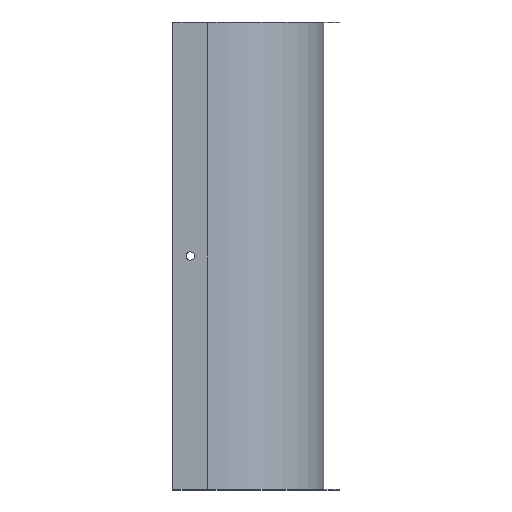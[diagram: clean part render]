
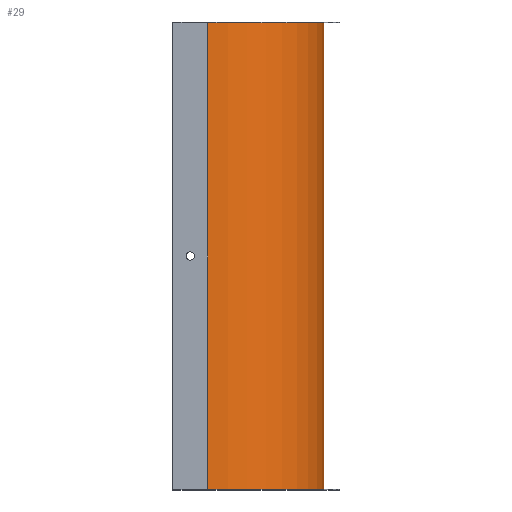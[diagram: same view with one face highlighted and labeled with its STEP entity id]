
A CAD part, front view. The second image highlights one B-rep face of the part: STEP entity #29.
In plain terms, the highlighted cylindrical face has radius 99.8 mm (diameter 199.6 mm), a partial arc.
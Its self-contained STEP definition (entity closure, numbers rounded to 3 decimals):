
#29 = ADVANCED_FACE ( 'NONE', ( #260 ), #256, .T. ) ;
#83 = AXIS2_PLACEMENT_3D ( 'NONE', #591, #590, #588 ) ;
#84 = AXIS2_PLACEMENT_3D ( 'NONE', #595, #594, #593 ) ;
#99 = AXIS2_PLACEMENT_3D ( 'NONE', #656, #657, #660 ) ;
#106 = EDGE_CURVE ( 'NONE', #424, #431, #213, .T. ) ;
#122 = EDGE_CURVE ( 'NONE', #424, #404, #182, .T. ) ;
#123 = EDGE_CURVE ( 'NONE', #431, #430, #183, .T. ) ;
#124 = EDGE_CURVE ( 'NONE', #404, #430, #184, .T. ) ;
#181 = VECTOR ( 'NONE', #596, 1000. ) ;
#182 = CIRCLE ( 'NONE', #84, 99.8 ) ;
#183 = CIRCLE ( 'NONE', #83, 99.8 ) ;
#184 = LINE ( 'NONE', #602, #181 ) ;
#210 = VECTOR ( 'NONE', #544, 1000. ) ;
#213 = LINE ( 'NONE', #552, #210 ) ;
#256 = CYLINDRICAL_SURFACE ( 'NONE', #99, 99.8 ) ;
#260 = FACE_OUTER_BOUND ( 'NONE', #437, .T. ) ;
#304 = ORIENTED_EDGE ( 'NONE', *, *, #122, .F. ) ;
#305 = ORIENTED_EDGE ( 'NONE', *, *, #106, .T. ) ;
#309 = ORIENTED_EDGE ( 'NONE', *, *, #123, .T. ) ;
#310 = ORIENTED_EDGE ( 'NONE', *, *, #124, .F. ) ;
#404 = VERTEX_POINT ( 'NONE', #554 ) ;
#424 = VERTEX_POINT ( 'NONE', #523 ) ;
#430 = VERTEX_POINT ( 'NONE', #514 ) ;
#431 = VERTEX_POINT ( 'NONE', #513 ) ;
#437 = EDGE_LOOP ( 'NONE', ( #304, #305, #309, #310 ) ) ;
#513 = CARTESIAN_POINT ( 'NONE',  ( 129.8, 99., 0. ) ) ;
#514 = CARTESIAN_POINT ( 'NONE',  ( 30., -0.8, 0. ) ) ;
#523 = CARTESIAN_POINT ( 'NONE',  ( 129.8, 99., -400.4 ) ) ;
#544 = DIRECTION ( 'NONE',  ( 0., 0., 1. ) ) ;
#552 = CARTESIAN_POINT ( 'NONE',  ( 129.8, 99., -401.2 ) ) ;
#554 = CARTESIAN_POINT ( 'NONE',  ( 30., -0.8, -400.4 ) ) ;
#588 = DIRECTION ( 'NONE',  ( 1., 0., 0. ) ) ;
#590 = DIRECTION ( 'NONE',  ( 0., 0., -1. ) ) ;
#591 = CARTESIAN_POINT ( 'NONE',  ( 30., 99., 0. ) ) ;
#593 = DIRECTION ( 'NONE',  ( -1., 0., 0. ) ) ;
#594 = DIRECTION ( 'NONE',  ( 0., 0., -1. ) ) ;
#595 = CARTESIAN_POINT ( 'NONE',  ( 30., 99., -400.4 ) ) ;
#596 = DIRECTION ( 'NONE',  ( 0., 0., 1. ) ) ;
#602 = CARTESIAN_POINT ( 'NONE',  ( 30., -0.8, -401.2 ) ) ;
#656 = CARTESIAN_POINT ( 'NONE',  ( 30., 99., -401.2 ) ) ;
#657 = DIRECTION ( 'NONE',  ( 0., 0., 1. ) ) ;
#660 = DIRECTION ( 'NONE',  ( 1., 0., 0. ) ) ;
